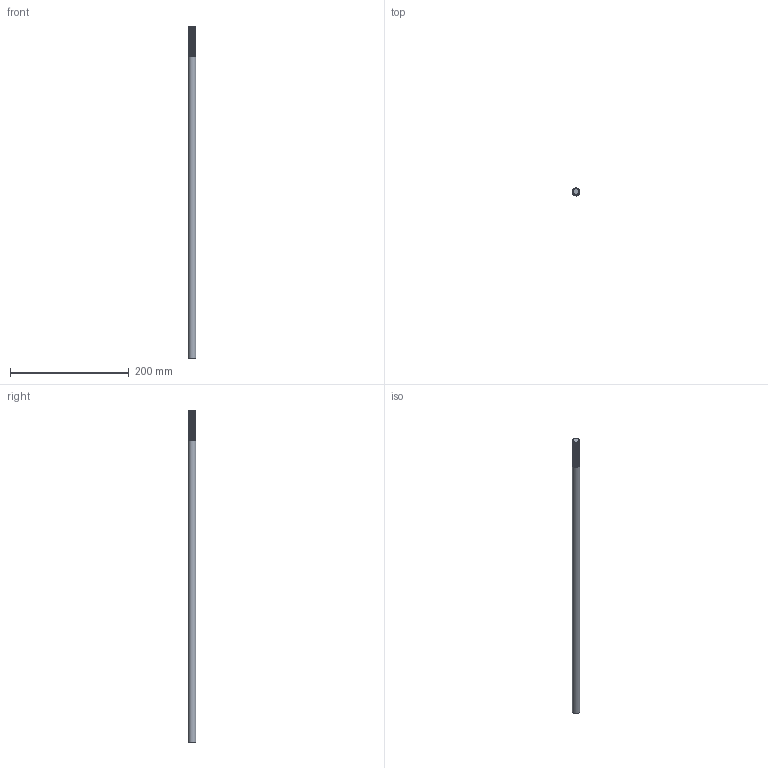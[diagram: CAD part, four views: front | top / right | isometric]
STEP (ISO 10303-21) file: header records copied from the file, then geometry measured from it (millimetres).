
FILE_DESCRIPTION(/* description */ ('','CAx-IF Rec.Pracs.---Representation and Presentation of Product Manufacturing Information (PMI)---4.0---2014-10-13'),/* implementation_level */ '2;1');
FILE_NAME(/* name */ '0.5in x 22in Single End Stud.step',/* time_stamp */ '2025-02-12T09:42:50-05:00',/* author */ (''),/* organization */ (''),/* preprocessor_version */ 'ST-DEVELOPER v20',/* originating_system */ 'Autodesk Translation Framework v13.20.0.188',/* authorisation */ '');
FILE_SCHEMA (('AP242_MANAGED_MODEL_BASED_3D_ENGINEERING_MIM_LF { 1 0 10303 442 1 1 4 }'));
Length unit declared in the file: inch
Products named in the file (1): Configuration 17
Bounding box: 12.7 x 12.7 x 558.8 mm (x, y, z)
Volume: 69438.2 mm3; surface area: 23492.1 mm2
Topology: 1 solids, 1 shells, 56 faces, 159 edges, 106 vertices
Faces by surface type: cylinder 51, plane 3, bspline 2
Full cylindrical faces by diameter (mm): 10.14 x23, 12.515 x23, 12.7 x1
Entity records: 7013 total; most frequent: CARTESIAN_POINT 5725, ORIENTED_EDGE 318, DIRECTION 171, EDGE_CURVE 159, VERTEX_POINT 106, B_SPLINE_CURVE_WITH_KNOTS 104, AXIS2_PLACEMENT_3D 61, EDGE_LOOP 57
